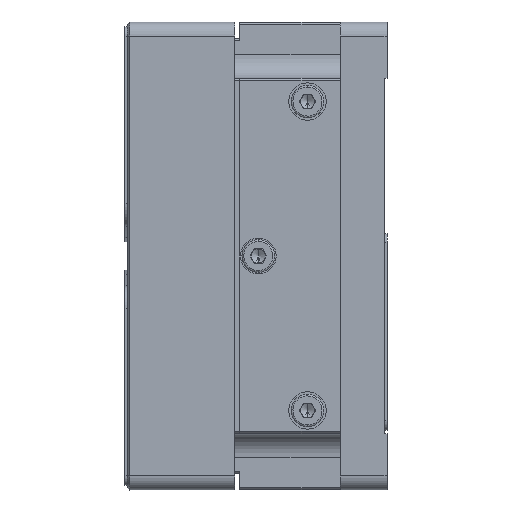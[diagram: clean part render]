
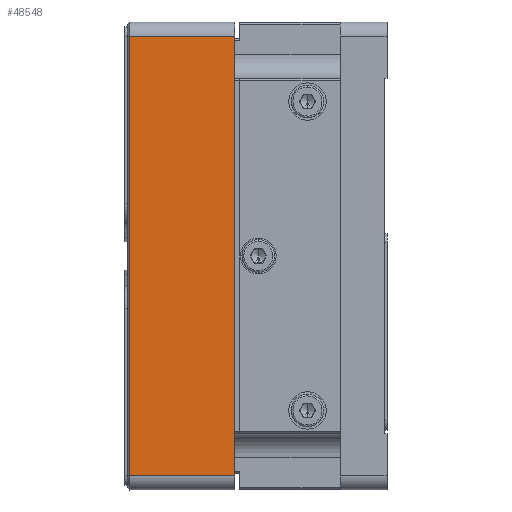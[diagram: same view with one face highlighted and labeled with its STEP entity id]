
A CAD part, left-side view. The second image highlights one B-rep face of the part: STEP entity #48548.
In plain terms, the highlighted planar face has unit normal (-1, 0, 0).
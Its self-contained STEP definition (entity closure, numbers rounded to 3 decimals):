
#2096 = CARTESIAN_POINT ( 'NONE',  ( -50., 55.5, -47. ) ) ;
#2320 = VECTOR ( 'NONE', #49431, 1000. ) ;
#2835 = EDGE_CURVE ( 'NONE', #6234, #30379, #45628, .T. ) ;
#4787 = DIRECTION ( 'NONE',  ( 0., -1., 0. ) ) ;
#6234 = VERTEX_POINT ( 'NONE', #24647 ) ;
#9016 = CARTESIAN_POINT ( 'NONE',  ( -50., 55., 47. ) ) ;
#11375 = CARTESIAN_POINT ( 'NONE',  ( -50., 32.5, 0. ) ) ;
#14496 = LINE ( 'NONE', #2096, #32768 ) ;
#15051 = DIRECTION ( 'NONE',  ( 0., 1., 0. ) ) ;
#15779 = DIRECTION ( 'NONE',  ( 1., 0., 0. ) ) ;
#15861 = VECTOR ( 'NONE', #4787, 1000. ) ;
#16368 = DIRECTION ( 'NONE',  ( 0., 0., -1. ) ) ;
#18463 = CARTESIAN_POINT ( 'NONE',  ( -50., 32.5, 47. ) ) ;
#18614 = CARTESIAN_POINT ( 'NONE',  ( -50., 55., 50. ) ) ;
#20114 = FACE_OUTER_BOUND ( 'NONE', #38295, .T. ) ;
#22103 = CARTESIAN_POINT ( 'NONE',  ( -50., 55., -47. ) ) ;
#22955 = LINE ( 'NONE', #18614, #2320 ) ;
#24647 = CARTESIAN_POINT ( 'NONE',  ( -50., 32.5, -47. ) ) ;
#30164 = CARTESIAN_POINT ( 'NONE',  ( -50., 55.5, 50. ) ) ;
#30379 = VERTEX_POINT ( 'NONE', #18463 ) ;
#31432 = AXIS2_PLACEMENT_3D ( 'NONE', #30164, #15779, #16368 ) ;
#32768 = VECTOR ( 'NONE', #15051, 1000. ) ;
#33635 = PLANE ( 'NONE',  #31432 ) ;
#34084 = EDGE_CURVE ( 'NONE', #43891, #49473, #22955, .T. ) ;
#35586 = CARTESIAN_POINT ( 'NONE',  ( -50., 55.5, 47. ) ) ;
#36758 = EDGE_CURVE ( 'NONE', #6234, #43891, #14496, .T. ) ;
#38295 = EDGE_LOOP ( 'NONE', ( #38609, #56019, #47276, #50045 ) ) ;
#38609 = ORIENTED_EDGE ( 'NONE', *, *, #36758, .F. ) ;
#43891 = VERTEX_POINT ( 'NONE', #22103 ) ;
#45628 = LINE ( 'NONE', #11375, #48773 ) ;
#47198 = EDGE_CURVE ( 'NONE', #49473, #30379, #56907, .T. ) ;
#47276 = ORIENTED_EDGE ( 'NONE', *, *, #47198, .F. ) ;
#48548 = ADVANCED_FACE ( 'NONE', ( #20114 ), #33635, .F. ) ;
#48773 = VECTOR ( 'NONE', #54857, 1000. ) ;
#49431 = DIRECTION ( 'NONE',  ( 0., 0., 1. ) ) ;
#49473 = VERTEX_POINT ( 'NONE', #9016 ) ;
#50045 = ORIENTED_EDGE ( 'NONE', *, *, #34084, .F. ) ;
#54857 = DIRECTION ( 'NONE',  ( 0., 0., 1. ) ) ;
#56019 = ORIENTED_EDGE ( 'NONE', *, *, #2835, .T. ) ;
#56907 = LINE ( 'NONE', #35586, #15861 ) ;
